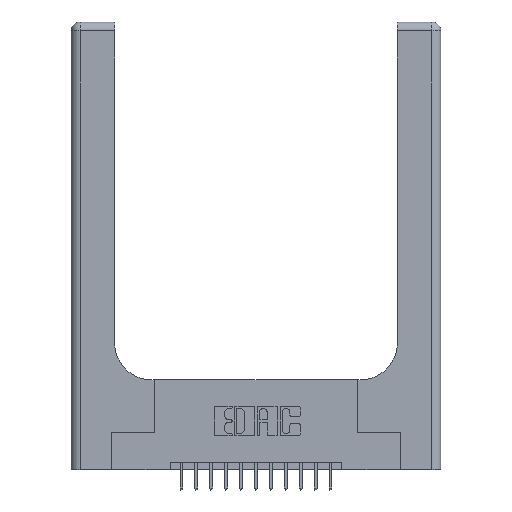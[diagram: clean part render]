
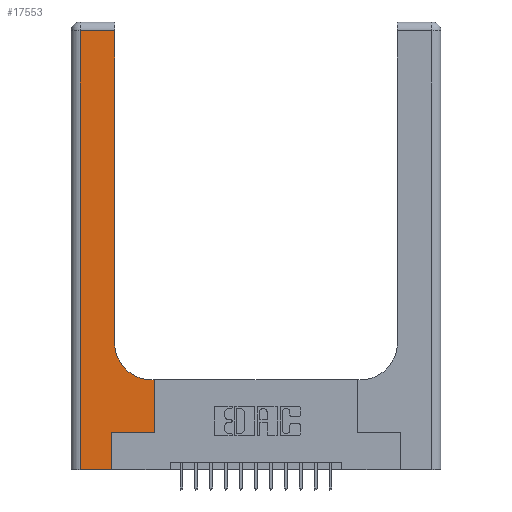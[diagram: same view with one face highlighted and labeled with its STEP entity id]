
A CAD part, top view. The second image highlights one B-rep face of the part: STEP entity #17553.
In plain terms, the highlighted planar face has unit normal (0, 0, 1).
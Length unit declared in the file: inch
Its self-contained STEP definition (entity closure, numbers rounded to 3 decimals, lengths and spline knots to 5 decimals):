
#249 = EDGE_CURVE ( 'NONE', #16533, #16153, #17919, .T. ) ;
#860 = EDGE_CURVE ( 'NONE', #13769, #16131, #3219, .T. ) ;
#936 = EDGE_CURVE ( 'NONE', #16153, #16568, #8590, .T. ) ;
#1485 = DIRECTION ( 'NONE',  ( 0., 1., 0. ) ) ;
#1653 = VECTOR ( 'NONE', #2691, 39.37008 ) ;
#2093 = EDGE_LOOP ( 'NONE', ( #9301, #9484, #4395, #17207, #18021, #11733, #2705, #12646, #14812 ) ) ;
#2341 = FACE_OUTER_BOUND ( 'NONE', #2093, .T. ) ;
#2681 = EDGE_CURVE ( 'NONE', #12557, #6265, #13035, .T. ) ;
#2691 = DIRECTION ( 'NONE',  ( 1., 0., 0. ) ) ;
#2705 = ORIENTED_EDGE ( 'NONE', *, *, #936, .T. ) ;
#3219 = CIRCLE ( 'NONE', #4109, 0.25 ) ;
#3415 = VECTOR ( 'NONE', #14622, 39.37008 ) ;
#3533 = EDGE_CURVE ( 'NONE', #15762, #16533, #3632, .T. ) ;
#3626 = DIRECTION ( 'NONE',  ( -1., 0., 0. ) ) ;
#3632 = LINE ( 'NONE', #8009, #9378 ) ;
#3825 = CARTESIAN_POINT ( 'NONE',  ( 0., 0., 0.37 ) ) ;
#3958 = CARTESIAN_POINT ( 'NONE',  ( 0.5585, 0.6, 0.37 ) ) ;
#4109 = AXIS2_PLACEMENT_3D ( 'NONE', #10708, #5096, #17367 ) ;
#4395 = ORIENTED_EDGE ( 'NONE', *, *, #13625, .T. ) ;
#4922 = CARTESIAN_POINT ( 'NONE',  ( 0.269, 0.25, 0.37 ) ) ;
#5005 = VERTEX_POINT ( 'NONE', #9453 ) ;
#5049 = CARTESIAN_POINT ( 'NONE',  ( 0., 3., 0.37 ) ) ;
#5096 = DIRECTION ( 'NONE',  ( 0., 0., -1. ) ) ;
#5322 = EDGE_CURVE ( 'NONE', #16131, #12557, #9161, .T. ) ;
#5403 = CARTESIAN_POINT ( 'NONE',  ( 0.269, 0.25, 0.37 ) ) ;
#5700 = CARTESIAN_POINT ( 'NONE',  ( 0.2915, 0.85, 0.37 ) ) ;
#6265 = VERTEX_POINT ( 'NONE', #7105 ) ;
#6271 = PLANE ( 'NONE',  #9117 ) ;
#6932 = CARTESIAN_POINT ( 'NONE',  ( 0.5415, 0.6, 0.37 ) ) ;
#7105 = CARTESIAN_POINT ( 'NONE',  ( 0.06, 2.94, 0.37 ) ) ;
#7319 = EDGE_CURVE ( 'NONE', #5005, #15762, #16588, .T. ) ;
#7321 = DIRECTION ( 'NONE',  ( 0., -1., 0. ) ) ;
#7619 = VECTOR ( 'NONE', #17833, 39.37008 ) ;
#7656 = LINE ( 'NONE', #13243, #7619 ) ;
#8009 = CARTESIAN_POINT ( 'NONE',  ( 0.269, 0., 0.37 ) ) ;
#8590 = LINE ( 'NONE', #12631, #14935 ) ;
#8680 = LINE ( 'NONE', #14262, #16042 ) ;
#8912 = CARTESIAN_POINT ( 'NONE',  ( 0., 2.94, 0.37 ) ) ;
#9069 = CARTESIAN_POINT ( 'NONE',  ( 0.2915, 3., 0.37 ) ) ;
#9117 = AXIS2_PLACEMENT_3D ( 'NONE', #5049, #11084, #3626 ) ;
#9161 = LINE ( 'NONE', #9069, #3415 ) ;
#9294 = DIRECTION ( 'NONE',  ( 0., 1., 0. ) ) ;
#9301 = ORIENTED_EDGE ( 'NONE', *, *, #5322, .T. ) ;
#9378 = VECTOR ( 'NONE', #9294, 39.37008 ) ;
#9453 = CARTESIAN_POINT ( 'NONE',  ( 0.06, 0., 0.37 ) ) ;
#9484 = ORIENTED_EDGE ( 'NONE', *, *, #2681, .T. ) ;
#9486 = DIRECTION ( 'NONE',  ( 1., 0., 0. ) ) ;
#9702 = CARTESIAN_POINT ( 'NONE',  ( 0.2915, 2.94, 0.37 ) ) ;
#10003 = VECTOR ( 'NONE', #17126, 39.37008 ) ;
#10708 = CARTESIAN_POINT ( 'NONE',  ( 0.5415, 0.85, 0.37 ) ) ;
#10800 = CARTESIAN_POINT ( 'NONE',  ( 0.269, 0., 0.37 ) ) ;
#11084 = DIRECTION ( 'NONE',  ( 0., 0., -1. ) ) ;
#11733 = ORIENTED_EDGE ( 'NONE', *, *, #249, .T. ) ;
#12557 = VERTEX_POINT ( 'NONE', #9702 ) ;
#12631 = CARTESIAN_POINT ( 'NONE',  ( 0.5585, 0.25, 0.37 ) ) ;
#12646 = ORIENTED_EDGE ( 'NONE', *, *, #14350, .T. ) ;
#13035 = LINE ( 'NONE', #8912, #10003 ) ;
#13243 = CARTESIAN_POINT ( 'NONE',  ( 0.2915, 0.6, 0.37 ) ) ;
#13625 = EDGE_CURVE ( 'NONE', #6265, #5005, #8680, .T. ) ;
#13769 = VERTEX_POINT ( 'NONE', #6932 ) ;
#14262 = CARTESIAN_POINT ( 'NONE',  ( 0.06, 3., 0.37 ) ) ;
#14350 = EDGE_CURVE ( 'NONE', #16568, #13769, #7656, .T. ) ;
#14622 = DIRECTION ( 'NONE',  ( 0., 1., 0. ) ) ;
#14812 = ORIENTED_EDGE ( 'NONE', *, *, #860, .T. ) ;
#14935 = VECTOR ( 'NONE', #1485, 39.37008 ) ;
#15465 = CARTESIAN_POINT ( 'NONE',  ( 0.5585, 0.25, 0.37 ) ) ;
#15762 = VERTEX_POINT ( 'NONE', #10800 ) ;
#16042 = VECTOR ( 'NONE', #7321, 39.37008 ) ;
#16131 = VERTEX_POINT ( 'NONE', #5700 ) ;
#16153 = VERTEX_POINT ( 'NONE', #15465 ) ;
#16533 = VERTEX_POINT ( 'NONE', #4922 ) ;
#16568 = VERTEX_POINT ( 'NONE', #3958 ) ;
#16588 = LINE ( 'NONE', #3825, #16812 ) ;
#16812 = VECTOR ( 'NONE', #9486, 39.37008 ) ;
#17126 = DIRECTION ( 'NONE',  ( -1., 0., 0. ) ) ;
#17207 = ORIENTED_EDGE ( 'NONE', *, *, #7319, .T. ) ;
#17367 = DIRECTION ( 'NONE',  ( 1., 0., 0. ) ) ;
#17553 = ADVANCED_FACE ( 'NONE', ( #2341 ), #6271, .F. ) ;
#17833 = DIRECTION ( 'NONE',  ( -1., 0., 0. ) ) ;
#17919 = LINE ( 'NONE', #5403, #1653 ) ;
#18021 = ORIENTED_EDGE ( 'NONE', *, *, #3533, .T. ) ;
